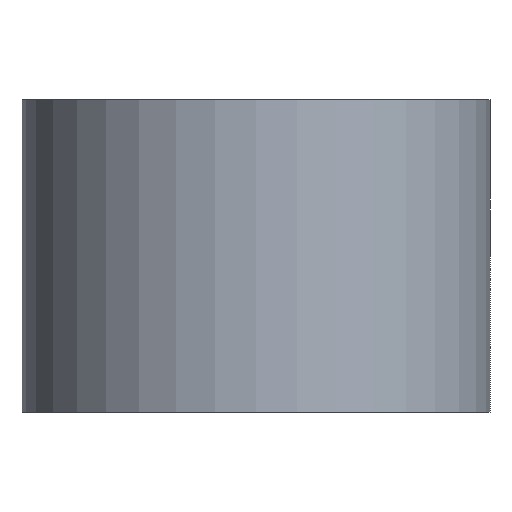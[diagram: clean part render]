
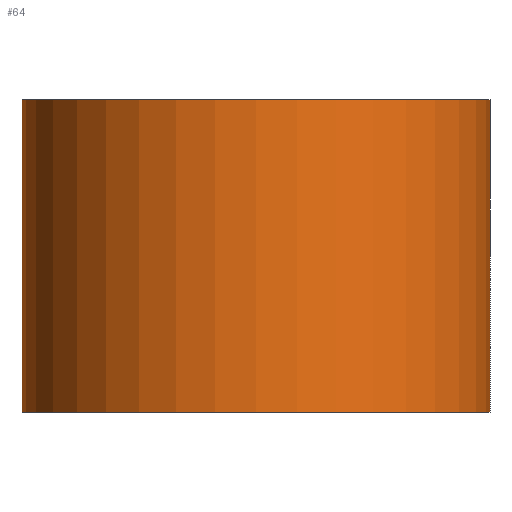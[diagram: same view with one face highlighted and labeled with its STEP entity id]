
A CAD part, front view. The second image highlights one B-rep face of the part: STEP entity #64.
In plain terms, the highlighted cylindrical face has radius 6 mm (diameter 12 mm), a partial arc.
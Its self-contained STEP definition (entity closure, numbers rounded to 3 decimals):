
#9 = VERTEX_POINT ( 'NONE', #161 ) ;
#25 = EDGE_CURVE ( 'NONE', #33, #9, #364, .T. ) ;
#26 = EDGE_CURVE ( 'NONE', #134, #9, #258, .T. ) ;
#28 = EDGE_LOOP ( 'NONE', ( #47, #67, #54, #44 ) ) ;
#33 = VERTEX_POINT ( 'NONE', #326 ) ;
#44 = ORIENTED_EDGE ( 'NONE', *, *, #65, .T. ) ;
#47 = ORIENTED_EDGE ( 'NONE', *, *, #25, .T. ) ;
#54 = ORIENTED_EDGE ( 'NONE', *, *, #126, .F. ) ;
#64 = ADVANCED_FACE ( 'NONE', ( #299 ), #362, .T. ) ;
#65 = EDGE_CURVE ( 'NONE', #135, #33, #306, .T. ) ;
#67 = ORIENTED_EDGE ( 'NONE', *, *, #26, .F. ) ;
#126 = EDGE_CURVE ( 'NONE', #135, #134, #531, .T. ) ;
#134 = VERTEX_POINT ( 'NONE', #522 ) ;
#135 = VERTEX_POINT ( 'NONE', #528 ) ;
#161 = CARTESIAN_POINT ( 'NONE',  ( 6., 0., 0. ) ) ;
#258 = LINE ( 'NONE', #285, #327 ) ;
#264 = DIRECTION ( 'NONE',  ( 0., 0., -1. ) ) ;
#275 = DIRECTION ( 'NONE',  ( -1., 0., 0. ) ) ;
#285 = CARTESIAN_POINT ( 'NONE',  ( 6., 0., 8. ) ) ;
#294 = AXIS2_PLACEMENT_3D ( 'NONE', #302, #264, #275 ) ;
#295 = DIRECTION ( 'NONE',  ( 0., 0., -1. ) ) ;
#297 = CARTESIAN_POINT ( 'NONE',  ( -6., 0., 8. ) ) ;
#299 = FACE_OUTER_BOUND ( 'NONE', #28, .T. ) ;
#302 = CARTESIAN_POINT ( 'NONE',  ( 0., 0., 8. ) ) ;
#306 = LINE ( 'NONE', #297, #336 ) ;
#315 = DIRECTION ( 'NONE',  ( 1., 0., 0. ) ) ;
#326 = CARTESIAN_POINT ( 'NONE',  ( -6., 0., 0. ) ) ;
#327 = VECTOR ( 'NONE', #363, 1000. ) ;
#336 = VECTOR ( 'NONE', #295, 1000. ) ;
#339 = CARTESIAN_POINT ( 'NONE',  ( 0., 0., 0. ) ) ;
#345 = AXIS2_PLACEMENT_3D ( 'NONE', #339, #358, #315 ) ;
#358 = DIRECTION ( 'NONE',  ( 0., 0., 1. ) ) ;
#362 = CYLINDRICAL_SURFACE ( 'NONE', #294, 6. ) ;
#363 = DIRECTION ( 'NONE',  ( 0., 0., -1. ) ) ;
#364 = CIRCLE ( 'NONE', #345, 6. ) ;
#422 = DIRECTION ( 'NONE',  ( 0., 0., 1. ) ) ;
#457 = AXIS2_PLACEMENT_3D ( 'NONE', #561, #422, #490 ) ;
#490 = DIRECTION ( 'NONE',  ( 1., 0., 0. ) ) ;
#522 = CARTESIAN_POINT ( 'NONE',  ( 6., 0., 8. ) ) ;
#528 = CARTESIAN_POINT ( 'NONE',  ( -6., 0., 8. ) ) ;
#531 = CIRCLE ( 'NONE', #457, 6. ) ;
#561 = CARTESIAN_POINT ( 'NONE',  ( 0., 0., 8. ) ) ;
